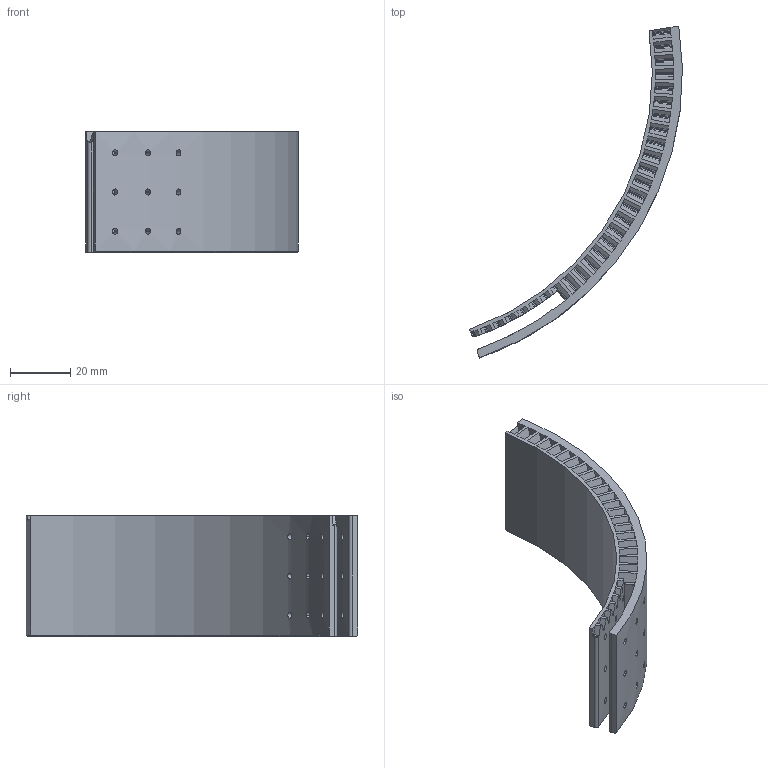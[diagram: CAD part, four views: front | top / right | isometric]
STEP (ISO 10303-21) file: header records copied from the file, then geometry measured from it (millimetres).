
FILE_DESCRIPTION(('FreeCAD Model'),'2;1');
FILE_NAME('Open CASCADE Shape Model','2025-03-17T15:19:02',(''),(''), 'Open CASCADE STEP processor 7.8','FreeCAD','Unknown');
FILE_SCHEMA(('AUTOMOTIVE_DESIGN { 1 0 10303 214 1 1 1 1 }'));
Length unit declared in the file: millimetre
Products named in the file (1): 2-rotor-segmented-in-three--part-3
Bounding box: 70.68 x 110.2 x 40 mm (x, y, z)
Volume: 46175.4 mm3; surface area: 17512 mm2
Topology: 1 solids, 1 shells, 235 faces, 637 edges, 424 vertices
Faces by surface type: plane 87, cone 60, bspline 58, cylinder 30
Full cylindrical faces by diameter (mm): 2 x12
Entity records: 9394 total; most frequent: CARTESIAN_POINT 3911, ORIENTED_EDGE 1274, DIRECTION 871, EDGE_CURVE 637, VERTEX_POINT 424, AXIS2_PLACEMENT_3D 309, FACE_BOUND 291, EDGE_LOOP 291
